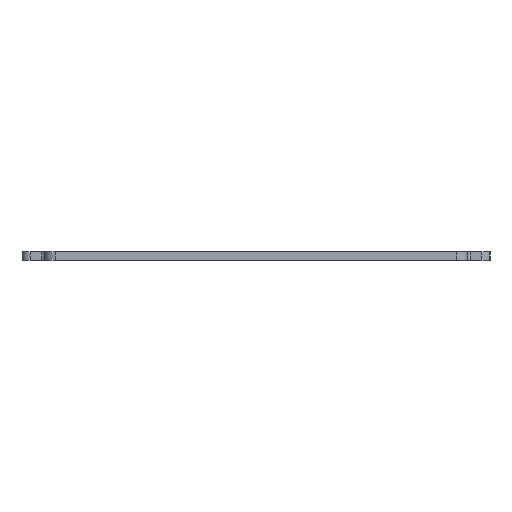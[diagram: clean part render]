
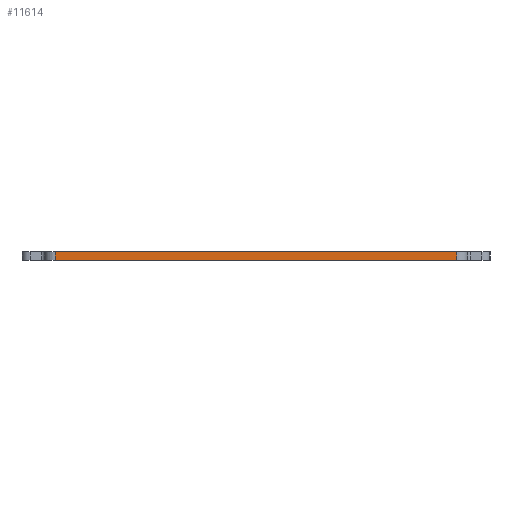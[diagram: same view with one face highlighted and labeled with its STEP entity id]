
A CAD part, left-side view. The second image highlights one B-rep face of the part: STEP entity #11614.
In plain terms, the highlighted planar face has unit normal (-1, 0, 0).
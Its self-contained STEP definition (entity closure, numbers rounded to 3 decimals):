
#199=PLANE('',#12740);
#569=FACE_OUTER_BOUND('',#1289,.T.);
#1289=EDGE_LOOP('',(#9278,#9279,#9280,#9281));
#1882=LINE('',#17024,#3124);
#2189=LINE('',#18096,#3431);
#2535=LINE('',#19248,#3777);
#2536=LINE('',#19250,#3778);
#3124=VECTOR('',#13509,10.);
#3431=VECTOR('',#14290,10.);
#3777=VECTOR('',#15222,10.);
#3778=VECTOR('',#15225,10.);
#4923=VERTEX_POINT('',#17021);
#4924=VERTEX_POINT('',#17023);
#5451=VERTEX_POINT('',#18093);
#5452=VERTEX_POINT('',#18095);
#6121=EDGE_CURVE('',#4923,#4924,#1882,.T.);
#6664=EDGE_CURVE('',#5451,#5452,#2189,.T.);
#7239=EDGE_CURVE('',#5452,#4923,#2535,.T.);
#7240=EDGE_CURVE('',#4924,#5451,#2536,.T.);
#9278=ORIENTED_EDGE('',*,*,#7239,.F.);
#9279=ORIENTED_EDGE('',*,*,#6664,.F.);
#9280=ORIENTED_EDGE('',*,*,#7240,.F.);
#9281=ORIENTED_EDGE('',*,*,#6121,.F.);
#11614=ADVANCED_FACE('',(#569),#199,.T.);
#12740=AXIS2_PLACEMENT_3D('',#19249,#15223,#15224);
#13509=DIRECTION('',(0.,1.,0.));
#14290=DIRECTION('',(0.,-1.,0.));
#15222=DIRECTION('',(0.,0.,-1.));
#15223=DIRECTION('center_axis',(-1.,0.,0.));
#15224=DIRECTION('ref_axis',(0.,1.,0.));
#15225=DIRECTION('',(0.,0.,1.));
#17021=CARTESIAN_POINT('',(0.,2.,-1.5));
#17023=CARTESIAN_POINT('',(0.,74.2,-1.5));
#17024=CARTESIAN_POINT('',(0.,76.2,-1.5));
#18093=CARTESIAN_POINT('',(0.,74.2,0.));
#18095=CARTESIAN_POINT('',(0.,2.,0.));
#18096=CARTESIAN_POINT('',(0.,76.2,0.));
#19248=CARTESIAN_POINT('',(0.,2.,0.));
#19249=CARTESIAN_POINT('Origin',(0.,0.,0.));
#19250=CARTESIAN_POINT('',(0.,74.2,0.));
